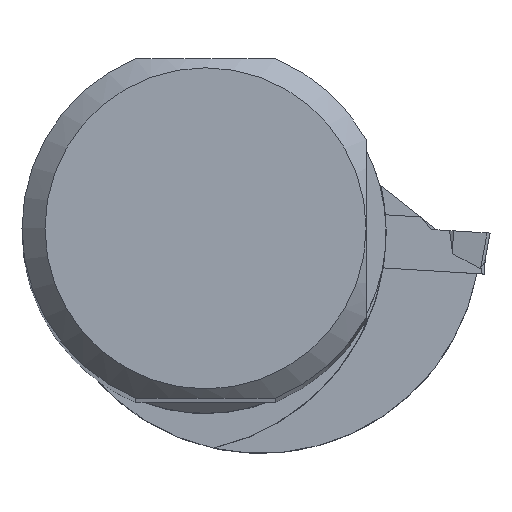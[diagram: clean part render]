
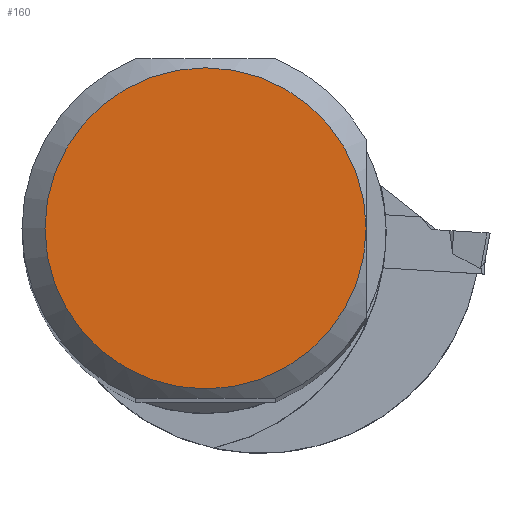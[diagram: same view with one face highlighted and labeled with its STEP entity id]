
A CAD part, top view. The second image highlights one B-rep face of the part: STEP entity #160.
In plain terms, the highlighted planar face has unit normal (0, 0, 1).
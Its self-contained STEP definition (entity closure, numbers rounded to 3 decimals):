
#160=ADVANCED_FACE('',(#265),#216,.F.);
#216=PLANE('',#1469);
#265=FACE_OUTER_BOUND('',#333,.T.);
#333=EDGE_LOOP('',(#744));
#398=CIRCLE('',#1453,17.5);
#744=ORIENTED_EDGE('',*,*,#1187,.T.);
#1044=VERTEX_POINT('',#2083);
#1187=EDGE_CURVE('',#1044,#1044,#398,.T.);
#1453=AXIS2_PLACEMENT_3D('',#2084,#1629,#1630);
#1469=AXIS2_PLACEMENT_3D('',#2123,#1665,#1666);
#1629=DIRECTION('',(0.,0.,1.));
#1630=DIRECTION('',(0.,1.,0.));
#1665=DIRECTION('',(0.,0.,-1.));
#1666=DIRECTION('',(0.,1.,0.));
#2083=CARTESIAN_POINT('',(17.5,0.,0.));
#2084=CARTESIAN_POINT('',(0.,0.,0.));
#2123=CARTESIAN_POINT('',(0.,0.,0.));
